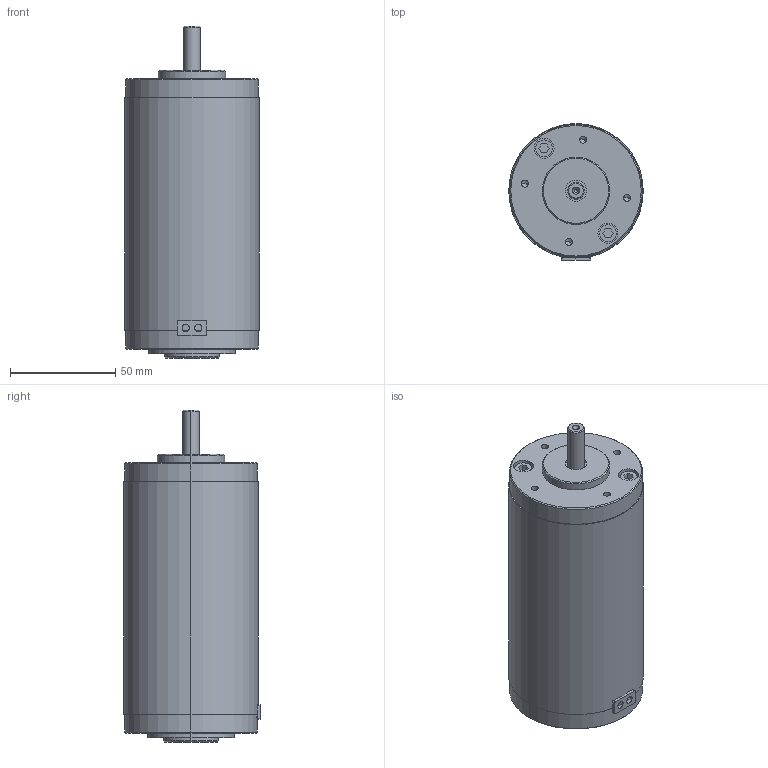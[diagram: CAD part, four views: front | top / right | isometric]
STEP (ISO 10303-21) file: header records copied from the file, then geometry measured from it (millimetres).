
FILE_DESCRIPTION (( 'STEP AP214' ), '1' );
FILE_NAME ('Motor PGK 63 - Katalog-+-E-307939.STEP', '2017-08-04T11:45:39', ( 'kob' ), ( 'Microsoft' ), 'SwSTEP 2.0', 'SolidWorks 2014', '' );
FILE_SCHEMA (( 'AUTOMOTIVE_DESIGN' ));
Length unit declared in the file: millimetre
Products named in the file (1): Motor PGK 63 - Katalog-+-E-307939
Bounding box: 63.9 x 64.85 x 157.7 mm (x, y, z)
Volume: 422486.8 mm3; surface area: 39385.8 mm2
Topology: 4 solids, 4 shells, 128 faces, 284 edges, 174 vertices
Faces by surface type: cylinder 56, plane 44, cone 28
Entity records: 4120 total; most frequent: DIRECTION 658, CARTESIAN_POINT 575, ORIENTED_EDGE 544, EDGE_CURVE 272, AXIS2_PLACEMENT_3D 257, VERTEX_POINT 174, EDGE_LOOP 154, LINE 144
